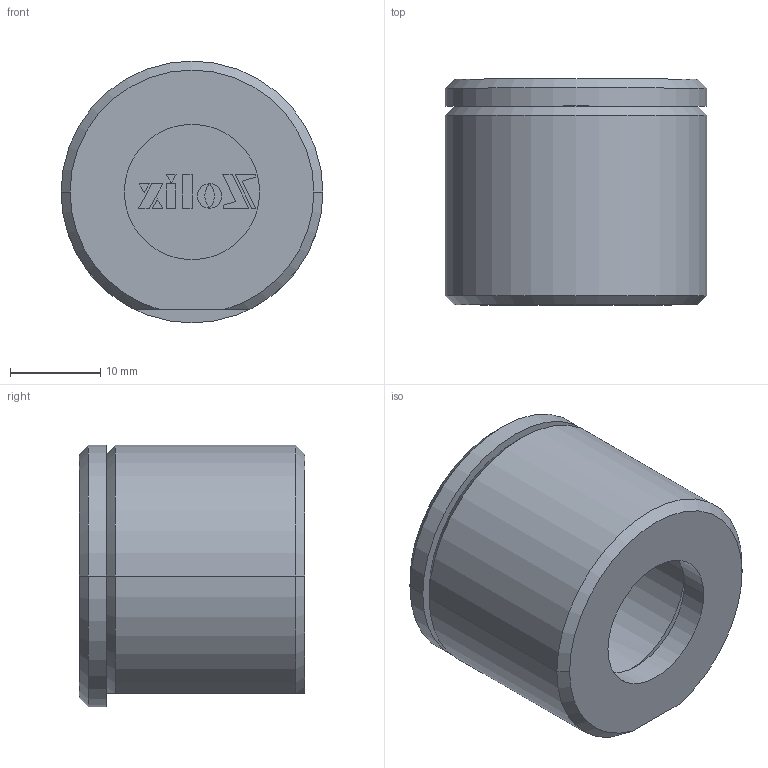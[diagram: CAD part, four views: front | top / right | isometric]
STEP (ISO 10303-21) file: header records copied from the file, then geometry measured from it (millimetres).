
FILE_DESCRIPTION (( 'STEP AP203' ), '1' );
FILE_NAME ('ABC-15.STEP', '2022-03-14T06:36:50', ( 'Windows User' ), ( 'P R C' ), 'SwSTEP 2.0', 'SolidWorks 2020', '' );
FILE_SCHEMA (( 'CONFIG_CONTROL_DESIGN' ));
Length unit declared in the file: millimetre
Products named in the file (1): ABC-15
Bounding box: 29 x 25 x 29 mm (x, y, z)
Surface area: 5007.1 mm2 (no closed solid volume)
Topology: 0 solids, 4 shells, 66 faces, 388 edges, 322 vertices
Faces by surface type: plane 45, cylinder 11, cone 10
Entity records: 3846 total; most frequent: CARTESIAN_POINT 855, DIRECTION 552, ORIENTED_EDGE 512, EDGE_CURVE 388, LINE 346, VECTOR 346, VERTEX_POINT 322, AXIS2_PLACEMENT_3D 103
